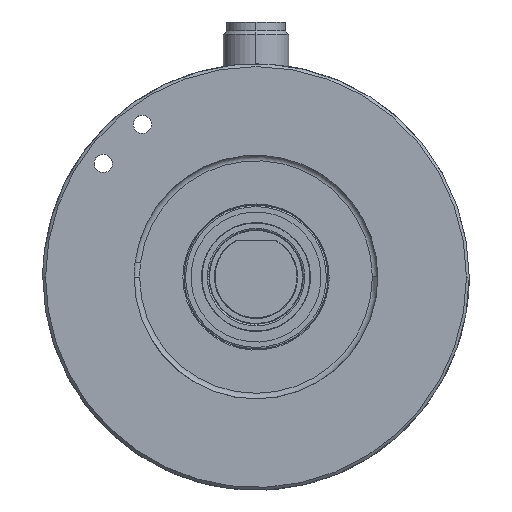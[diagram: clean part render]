
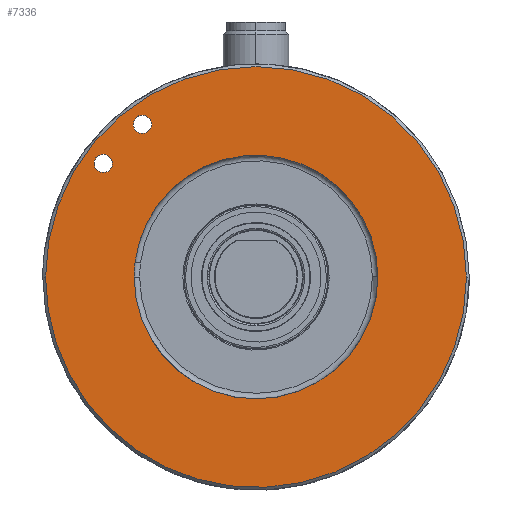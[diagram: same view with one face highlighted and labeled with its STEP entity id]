
A CAD part, top view. The second image highlights one B-rep face of the part: STEP entity #7336.
In plain terms, the highlighted planar face has unit normal (0, 0, 1).
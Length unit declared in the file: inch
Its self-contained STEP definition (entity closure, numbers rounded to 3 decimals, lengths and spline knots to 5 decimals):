
#241 = CIRCLE ( 'NONE', #16442, 1.49606 ) ;
#303 = DIRECTION ( 'NONE',  ( 0., 0., -1. ) ) ;
#605 = DIRECTION ( 'NONE',  ( 0., 0., 1. ) ) ;
#1693 = CARTESIAN_POINT ( 'NONE',  ( 0.75933, 0.06761, 0.57087 ) ) ;
#2835 = DIRECTION ( 'NONE',  ( -0.122, -0.993, 0. ) ) ;
#6012 = AXIS2_PLACEMENT_3D ( 'NONE', #35264, #18613, #38969 ) ;
#6147 = ORIENTED_EDGE ( 'NONE', *, *, #20262, .F. ) ;
#6230 = ORIENTED_EDGE ( 'NONE', *, *, #10689, .F. ) ;
#6407 = AXIS2_PLACEMENT_3D ( 'NONE', #20600, #17140, #2835 ) ;
#6486 = CARTESIAN_POINT ( 'NONE',  ( -0.10681, 0.06761, 0.57087 ) ) ;
#7336 = ADVANCED_FACE ( 'NONE', ( #34064, #24155, #44958, #20206 ), #41705, .F. ) ;
#7409 = DIRECTION ( 'NONE',  ( 0., 0., 1. ) ) ;
#7463 = VERTEX_POINT ( 'NONE', #1693 ) ;
#7624 = EDGE_CURVE ( 'NONE', #7463, #28358, #37169, .T. ) ;
#8431 = CIRCLE ( 'NONE', #26871, 0.06496 ) ;
#9332 = ORIENTED_EDGE ( 'NONE', *, *, #7624, .F. ) ;
#9630 = VERTEX_POINT ( 'NONE', #17961 ) ;
#9745 = DIRECTION ( 'NONE',  ( -1., 0., 0. ) ) ;
#10576 = ORIENTED_EDGE ( 'NONE', *, *, #35076, .F. ) ;
#10689 = EDGE_CURVE ( 'NONE', #28358, #15254, #39739, .T. ) ;
#10803 = CARTESIAN_POINT ( 'NONE',  ( -0.28914, -1.4173, 0.57087 ) ) ;
#12141 = VERTEX_POINT ( 'NONE', #41241 ) ;
#12162 = CIRCLE ( 'NONE', #15843, 1.49606 ) ;
#13066 = CARTESIAN_POINT ( 'NONE',  ( -0.10681, 0.06761, 0.57087 ) ) ;
#13447 = DIRECTION ( 'NONE',  ( -0.993, 0.122, 0. ) ) ;
#13657 = CARTESIAN_POINT ( 'NONE',  ( -1.60288, 0.06761, 0.57087 ) ) ;
#13753 = DIRECTION ( 'NONE',  ( -1., 0., 0. ) ) ;
#15254 = VERTEX_POINT ( 'NONE', #34049 ) ;
#15762 = EDGE_CURVE ( 'NONE', #19919, #9630, #22536, .T. ) ;
#15843 = AXIS2_PLACEMENT_3D ( 'NONE', #20624, #303, #21077 ) ;
#15850 = ORIENTED_EDGE ( 'NONE', *, *, #29369, .F. ) ;
#16442 = AXIS2_PLACEMENT_3D ( 'NONE', #29911, #30149, #20883 ) ;
#16935 = DIRECTION ( 'NONE',  ( 0., 0., 1. ) ) ;
#17071 = EDGE_LOOP ( 'NONE', ( #43184, #6147 ) ) ;
#17140 = DIRECTION ( 'NONE',  ( 0., 0., -1. ) ) ;
#17961 = CARTESIAN_POINT ( 'NONE',  ( -0.84966, 1.1454, 0.57087 ) ) ;
#18417 = DIRECTION ( 'NONE',  ( -0.993, 0.122, 0. ) ) ;
#18481 = ORIENTED_EDGE ( 'NONE', *, *, #41410, .F. ) ;
#18613 = DIRECTION ( 'NONE',  ( 0., 0., 1. ) ) ;
#19464 = AXIS2_PLACEMENT_3D ( 'NONE', #26651, #16935, #13447 ) ;
#19919 = VERTEX_POINT ( 'NONE', #33790 ) ;
#20206 = FACE_BOUND ( 'NONE', #31792, .T. ) ;
#20262 = EDGE_CURVE ( 'NONE', #9630, #19919, #25103, .T. ) ;
#20600 = CARTESIAN_POINT ( 'NONE',  ( -0.10681, 0.06761, 0.57087 ) ) ;
#20624 = CARTESIAN_POINT ( 'NONE',  ( -0.10681, 0.06761, 0.57087 ) ) ;
#20883 = DIRECTION ( 'NONE',  ( -0.122, -0.993, 0. ) ) ;
#21077 = DIRECTION ( 'NONE',  ( -0.122, -0.993, 0. ) ) ;
#22120 = EDGE_LOOP ( 'NONE', ( #15850, #10576 ) ) ;
#22536 = CIRCLE ( 'NONE', #34331, 0.06496 ) ;
#22607 = CIRCLE ( 'NONE', #44789, 0.86614 ) ;
#23788 = DIRECTION ( 'NONE',  ( 0., 0., 1. ) ) ;
#24155 = FACE_BOUND ( 'NONE', #17071, .T. ) ;
#24504 = DIRECTION ( 'NONE',  ( -0.993, 0.122, 0. ) ) ;
#25103 = CIRCLE ( 'NONE', #30970, 0.06496 ) ;
#25354 = CARTESIAN_POINT ( 'NONE',  ( -0.10681, 0.06761, 0.57087 ) ) ;
#25596 = CIRCLE ( 'NONE', #6407, 1.49606 ) ;
#26651 = CARTESIAN_POINT ( 'NONE',  ( -0.10681, 0.06761, 0.57087 ) ) ;
#26802 = CARTESIAN_POINT ( 'NONE',  ( -0.91414, 1.15332, 0.57087 ) ) ;
#26871 = AXIS2_PLACEMENT_3D ( 'NONE', #45417, #605, #13753 ) ;
#27488 = VERTEX_POINT ( 'NONE', #28876 ) ;
#27906 = AXIS2_PLACEMENT_3D ( 'NONE', #25354, #42927, #18417 ) ;
#28358 = VERTEX_POINT ( 'NONE', #41199 ) ;
#28876 = CARTESIAN_POINT ( 'NONE',  ( -1.12805, 0.86702, 0.57087 ) ) ;
#29369 = EDGE_CURVE ( 'NONE', #27488, #12141, #8431, .T. ) ;
#29676 = EDGE_CURVE ( 'NONE', #41600, #37154, #12162, .T. ) ;
#29907 = ORIENTED_EDGE ( 'NONE', *, *, #31334, .F. ) ;
#29911 = CARTESIAN_POINT ( 'NONE',  ( -0.10681, 0.06761, 0.57087 ) ) ;
#30149 = DIRECTION ( 'NONE',  ( 0., 0., -1. ) ) ;
#30776 = CARTESIAN_POINT ( 'NONE',  ( -0.91414, 1.15332, 0.57087 ) ) ;
#30847 = DIRECTION ( 'NONE',  ( -0.993, 0.122, 0. ) ) ;
#30970 = AXIS2_PLACEMENT_3D ( 'NONE', #26802, #23788, #44836 ) ;
#31088 = CIRCLE ( 'NONE', #6012, 0.06496 ) ;
#31334 = EDGE_CURVE ( 'NONE', #15254, #7463, #22607, .T. ) ;
#31792 = EDGE_LOOP ( 'NONE', ( #9332, #29907, #6230 ) ) ;
#33723 = CARTESIAN_POINT ( 'NONE',  ( 1.38925, 0.06761, 0.57087 ) ) ;
#33790 = CARTESIAN_POINT ( 'NONE',  ( -0.97862, 1.16124, 0.57087 ) ) ;
#34049 = CARTESIAN_POINT ( 'NONE',  ( -0.97295, 0.06761, 0.57087 ) ) ;
#34064 = FACE_BOUND ( 'NONE', #22120, .T. ) ;
#34331 = AXIS2_PLACEMENT_3D ( 'NONE', #30776, #44887, #9745 ) ;
#35076 = EDGE_CURVE ( 'NONE', #12141, #27488, #31088, .T. ) ;
#35264 = CARTESIAN_POINT ( 'NONE',  ( -1.19253, 0.87493, 0.57087 ) ) ;
#36022 = ORIENTED_EDGE ( 'NONE', *, *, #36270, .F. ) ;
#36070 = EDGE_LOOP ( 'NONE', ( #40995, #36022, #18481 ) ) ;
#36270 = EDGE_CURVE ( 'NONE', #40170, #41600, #241, .T. ) ;
#37154 = VERTEX_POINT ( 'NONE', #10803 ) ;
#37169 = CIRCLE ( 'NONE', #19464, 0.86614 ) ;
#38969 = DIRECTION ( 'NONE',  ( -1., 0., 0. ) ) ;
#39739 = CIRCLE ( 'NONE', #27906, 0.86614 ) ;
#40170 = VERTEX_POINT ( 'NONE', #13657 ) ;
#40995 = ORIENTED_EDGE ( 'NONE', *, *, #29676, .F. ) ;
#41199 = CARTESIAN_POINT ( 'NONE',  ( -0.9665, 0.17316, 0.57087 ) ) ;
#41241 = CARTESIAN_POINT ( 'NONE',  ( -1.257, 0.88285, 0.57087 ) ) ;
#41251 = DIRECTION ( 'NONE',  ( 0., 0., -1. ) ) ;
#41410 = EDGE_CURVE ( 'NONE', #37154, #40170, #25596, .T. ) ;
#41600 = VERTEX_POINT ( 'NONE', #33723 ) ;
#41705 = PLANE ( 'NONE',  #43083 ) ;
#42927 = DIRECTION ( 'NONE',  ( 0., 0., 1. ) ) ;
#43083 = AXIS2_PLACEMENT_3D ( 'NONE', #13066, #41251, #30847 ) ;
#43184 = ORIENTED_EDGE ( 'NONE', *, *, #15762, .F. ) ;
#44789 = AXIS2_PLACEMENT_3D ( 'NONE', #6486, #7409, #24504 ) ;
#44836 = DIRECTION ( 'NONE',  ( -1., 0., 0. ) ) ;
#44887 = DIRECTION ( 'NONE',  ( 0., 0., 1. ) ) ;
#44958 = FACE_OUTER_BOUND ( 'NONE', #36070, .T. ) ;
#45417 = CARTESIAN_POINT ( 'NONE',  ( -1.19253, 0.87493, 0.57087 ) ) ;
